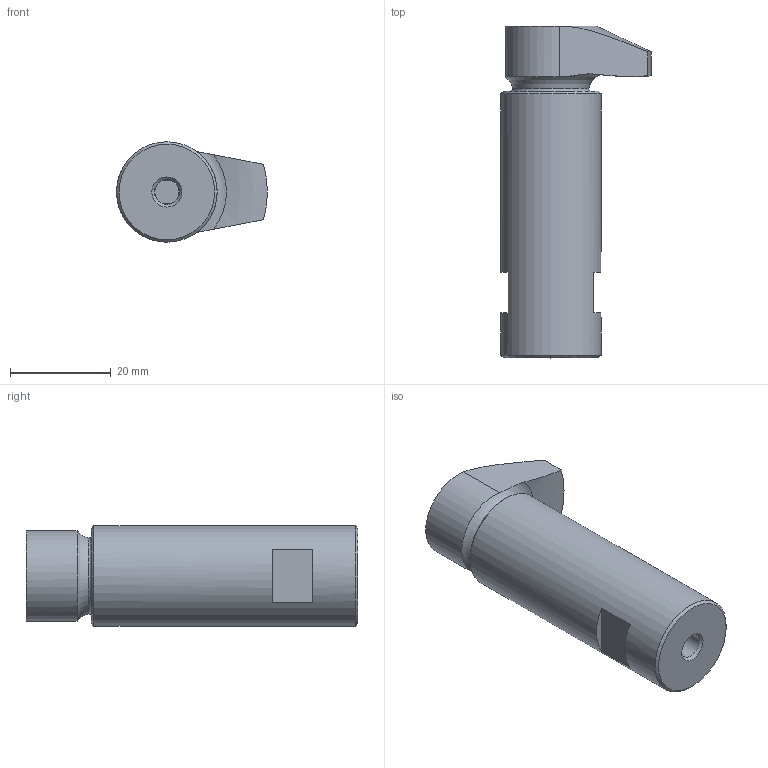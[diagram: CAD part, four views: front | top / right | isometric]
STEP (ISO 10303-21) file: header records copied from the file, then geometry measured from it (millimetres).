
FILE_DESCRIPTION( ( 'STEP AP214' ), '1' );
FILE_NAME( 'K0013.0656.stp', '2020-11-24T14:41:33', ( '' ), ( '' ), ' ', 'PARTsolutions', ' ' );
FILE_SCHEMA( ( 'AUTOMOTIVE_DESIGN { 1 0 10303 214 1 1 1 1 }' ) );
Length unit declared in the file: millimetre
Products named in the file (1): _K0013.0656
Bounding box: 30 x 66 x 20 mm (x, y, z)
Volume: 19187.6 mm3; surface area: 7812.6 mm2
Topology: 1 solids, 2 shells, 45 faces, 89 edges, 56 vertices
Faces by surface type: plane 24, cylinder 11, cone 6, torus 3, bspline 1
Full cylindrical faces by diameter (mm): 4.917 x1, 6 x1, 6.5 x1, 10 x2, 11 x1, 16 x2, 20 x1
Entity records: 1481 total; most frequent: CARTESIAN_POINT 235, DIRECTION 188, ORIENTED_EDGE 140, AXIS2_PLACEMENT_3D 79, EDGE_LOOP 72, EDGE_CURVE 70, FACE_OUTER_BOUND 57, VERTEX_POINT 54
